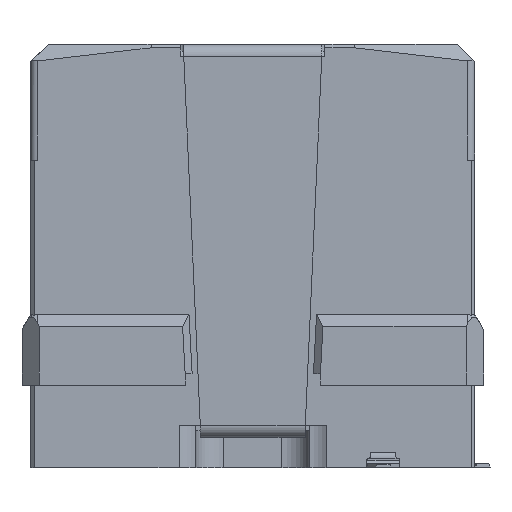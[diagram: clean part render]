
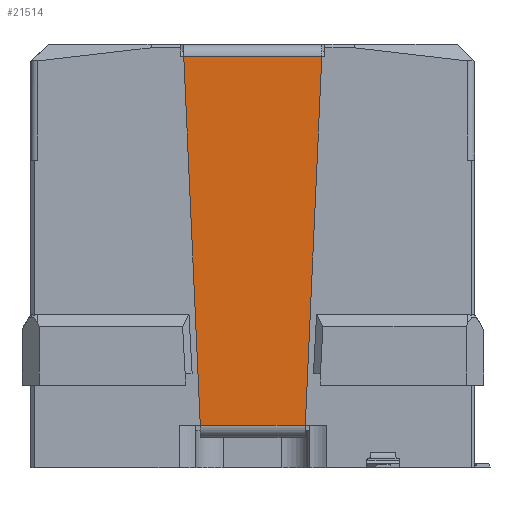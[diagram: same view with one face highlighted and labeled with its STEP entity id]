
A CAD part, left-side view. The second image highlights one B-rep face of the part: STEP entity #21514.
In plain terms, the highlighted planar face has unit normal (-1, 0, 0).
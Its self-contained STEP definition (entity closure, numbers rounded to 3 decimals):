
#304 = DIRECTION ( 'NONE',  ( 0., -0.045, -0.999 ) ) ;
#1321 = CARTESIAN_POINT ( 'NONE',  ( -7.75, 1.756, 11.76 ) ) ;
#1452 = ORIENTED_EDGE ( 'NONE', *, *, #22038, .F. ) ;
#1694 = CARTESIAN_POINT ( 'NONE',  ( -7.75, 2.229, 1.21 ) ) ;
#2146 = ORIENTED_EDGE ( 'NONE', *, *, #4873, .F. ) ;
#3839 = VERTEX_POINT ( 'NONE', #1694 ) ;
#3961 = VERTEX_POINT ( 'NONE', #24529 ) ;
#4176 = VERTEX_POINT ( 'NONE', #26487 ) ;
#4777 = ORIENTED_EDGE ( 'NONE', *, *, #23295, .T. ) ;
#4873 = EDGE_CURVE ( 'NONE', #5082, #3839, #22909, .T. ) ;
#5082 = VERTEX_POINT ( 'NONE', #27013 ) ;
#5389 = LINE ( 'NONE', #8792, #34498 ) ;
#5728 = CARTESIAN_POINT ( 'NONE',  ( -7.75, 0.98, 11.76 ) ) ;
#6542 = CARTESIAN_POINT ( 'NONE',  ( -7.75, 5.231, 1.21 ) ) ;
#7048 = LINE ( 'NONE', #11875, #14104 ) ;
#7247 = EDGE_CURVE ( 'NONE', #32544, #15184, #15811, .T. ) ;
#7503 = LINE ( 'NONE', #11143, #33071 ) ;
#8151 = VERTEX_POINT ( 'NONE', #20919 ) ;
#8518 = VECTOR ( 'NONE', #29464, 1000. ) ;
#8792 = CARTESIAN_POINT ( 'NONE',  ( -7.75, 0.98, 1.21 ) ) ;
#9281 = DIRECTION ( 'NONE',  ( 0., 0.045, 0.999 ) ) ;
#9815 = ORIENTED_EDGE ( 'NONE', *, *, #14559, .T. ) ;
#10092 = VECTOR ( 'NONE', #14978, 1000. ) ;
#11143 = CARTESIAN_POINT ( 'NONE',  ( -7.75, 1.928, 7.917 ) ) ;
#11177 = FACE_OUTER_BOUND ( 'NONE', #31443, .T. ) ;
#11715 = CARTESIAN_POINT ( 'NONE',  ( -7.75, 5.521, 7.67 ) ) ;
#11875 = CARTESIAN_POINT ( 'NONE',  ( -7.75, 5.53, 7.874 ) ) ;
#14104 = VECTOR ( 'NONE', #9281, 1000. ) ;
#14559 = EDGE_CURVE ( 'NONE', #5082, #4176, #7503, .T. ) ;
#14687 = EDGE_CURVE ( 'NONE', #3961, #8151, #7048, .T. ) ;
#14978 = DIRECTION ( 'NONE',  ( 0., 0.045, 0.999 ) ) ;
#15184 = VERTEX_POINT ( 'NONE', #25604 ) ;
#15771 = DIRECTION ( 'NONE',  ( 1., 0., 0. ) ) ;
#15811 = LINE ( 'NONE', #17547, #10092 ) ;
#16474 = DIRECTION ( 'NONE',  ( 0., 1., 0. ) ) ;
#17025 = DIRECTION ( 'NONE',  ( 0., 1., 0. ) ) ;
#17294 = LINE ( 'NONE', #18487, #8518 ) ;
#17547 = CARTESIAN_POINT ( 'NONE',  ( -7.75, 5.231, 1.21 ) ) ;
#18487 = CARTESIAN_POINT ( 'NONE',  ( -7.75, 1.756, 11.76 ) ) ;
#18553 = AXIS2_PLACEMENT_3D ( 'NONE', #23631, #15771, #35240 ) ;
#20919 = CARTESIAN_POINT ( 'NONE',  ( -7.75, 5.704, 11.76 ) ) ;
#21514 = ADVANCED_FACE ( 'NONE', ( #11177 ), #29205, .F. ) ;
#21631 = VECTOR ( 'NONE', #28508, 1000. ) ;
#21691 = EDGE_CURVE ( 'NONE', #25648, #8151, #22552, .T. ) ;
#22038 = EDGE_CURVE ( 'NONE', #3839, #32544, #5389, .T. ) ;
#22145 = VECTOR ( 'NONE', #16474, 1000. ) ;
#22385 = ORIENTED_EDGE ( 'NONE', *, *, #7247, .F. ) ;
#22552 = LINE ( 'NONE', #5728, #22145 ) ;
#22909 = LINE ( 'NONE', #25792, #21631 ) ;
#23295 = EDGE_CURVE ( 'NONE', #3961, #15184, #34436, .T. ) ;
#23631 = CARTESIAN_POINT ( 'NONE',  ( -7.75, 0.98, 7.874 ) ) ;
#24529 = CARTESIAN_POINT ( 'NONE',  ( -7.75, 5.53, 7.874 ) ) ;
#25186 = ORIENTED_EDGE ( 'NONE', *, *, #21691, .T. ) ;
#25574 = VECTOR ( 'NONE', #304, 1000. ) ;
#25604 = CARTESIAN_POINT ( 'NONE',  ( -7.75, 5.403, 5.044 ) ) ;
#25648 = VERTEX_POINT ( 'NONE', #1321 ) ;
#25792 = CARTESIAN_POINT ( 'NONE',  ( -7.75, 2.057, 5.044 ) ) ;
#26487 = CARTESIAN_POINT ( 'NONE',  ( -7.75, 1.93, 7.874 ) ) ;
#27013 = CARTESIAN_POINT ( 'NONE',  ( -7.75, 2.057, 5.044 ) ) ;
#27429 = EDGE_CURVE ( 'NONE', #25648, #4176, #17294, .T. ) ;
#28019 = ORIENTED_EDGE ( 'NONE', *, *, #14687, .F. ) ;
#28508 = DIRECTION ( 'NONE',  ( 0., 0.045, -0.999 ) ) ;
#28748 = ORIENTED_EDGE ( 'NONE', *, *, #27429, .F. ) ;
#29205 = PLANE ( 'NONE',  #18553 ) ;
#29464 = DIRECTION ( 'NONE',  ( 0., 0.045, -0.999 ) ) ;
#31443 = EDGE_LOOP ( 'NONE', ( #4777, #22385, #1452, #2146, #9815, #28748, #25186, #28019 ) ) ;
#32544 = VERTEX_POINT ( 'NONE', #6542 ) ;
#33071 = VECTOR ( 'NONE', #33682, 1000. ) ;
#33682 = DIRECTION ( 'NONE',  ( 0., -0.045, 0.999 ) ) ;
#34436 = LINE ( 'NONE', #11715, #25574 ) ;
#34498 = VECTOR ( 'NONE', #17025, 1000. ) ;
#35240 = DIRECTION ( 'NONE',  ( 0., 0., 1. ) ) ;
